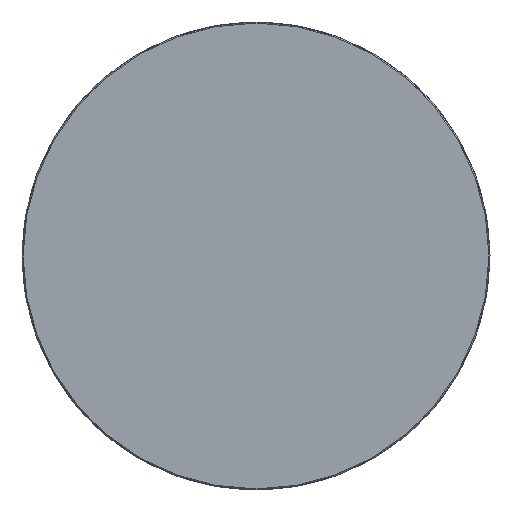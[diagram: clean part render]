
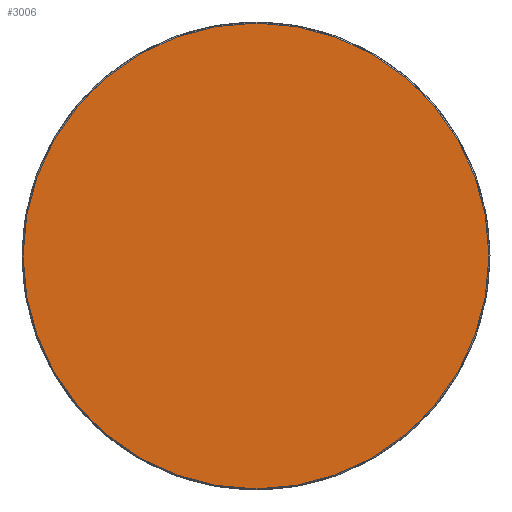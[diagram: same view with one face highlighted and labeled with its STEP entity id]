
A CAD part, left-side view. The second image highlights one B-rep face of the part: STEP entity #3006.
In plain terms, the highlighted planar face has unit normal (-1, 0, 0).
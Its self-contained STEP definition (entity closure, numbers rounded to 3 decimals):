
#172 = DIRECTION ( 'NONE',  ( 0., 0., -1. ) ) ;
#270 = EDGE_CURVE ( 'NONE', #1756, #3889, #3108, .T. ) ;
#518 = EDGE_LOOP ( 'NONE', ( #3222, #3507 ) ) ;
#809 = AXIS2_PLACEMENT_3D ( 'NONE', #3746, #3439, #1580 ) ;
#1305 = PLANE ( 'NONE',  #1570 ) ;
#1334 = DIRECTION ( 'NONE',  ( 0., 0., -1. ) ) ;
#1425 = CIRCLE ( 'NONE', #809, 105.5 ) ;
#1570 = AXIS2_PLACEMENT_3D ( 'NONE', #3436, #2198, #1334 ) ;
#1580 = DIRECTION ( 'NONE',  ( 0., 0., -1. ) ) ;
#1674 = DIRECTION ( 'NONE',  ( -1., 0., 0. ) ) ;
#1756 = VERTEX_POINT ( 'NONE', #3018 ) ;
#1977 = CARTESIAN_POINT ( 'NONE',  ( -194.8, 0., 0. ) ) ;
#2198 = DIRECTION ( 'NONE',  ( 1., 0., 0. ) ) ;
#2314 = EDGE_CURVE ( 'NONE', #3889, #1756, #1425, .T. ) ;
#2720 = CARTESIAN_POINT ( 'NONE',  ( -194.8, 0., 105.5 ) ) ;
#3006 = ADVANCED_FACE ( 'NONE', ( #3618 ), #1305, .F. ) ;
#3018 = CARTESIAN_POINT ( 'NONE',  ( -194.8, 0., -105.5 ) ) ;
#3108 = CIRCLE ( 'NONE', #3659, 105.5 ) ;
#3222 = ORIENTED_EDGE ( 'NONE', *, *, #270, .T. ) ;
#3436 = CARTESIAN_POINT ( 'NONE',  ( -194.8, -106.766, 106.766 ) ) ;
#3439 = DIRECTION ( 'NONE',  ( -1., 0., 0. ) ) ;
#3507 = ORIENTED_EDGE ( 'NONE', *, *, #2314, .T. ) ;
#3618 = FACE_OUTER_BOUND ( 'NONE', #518, .T. ) ;
#3659 = AXIS2_PLACEMENT_3D ( 'NONE', #1977, #1674, #172 ) ;
#3746 = CARTESIAN_POINT ( 'NONE',  ( -194.8, 0., 0. ) ) ;
#3889 = VERTEX_POINT ( 'NONE', #2720 ) ;
